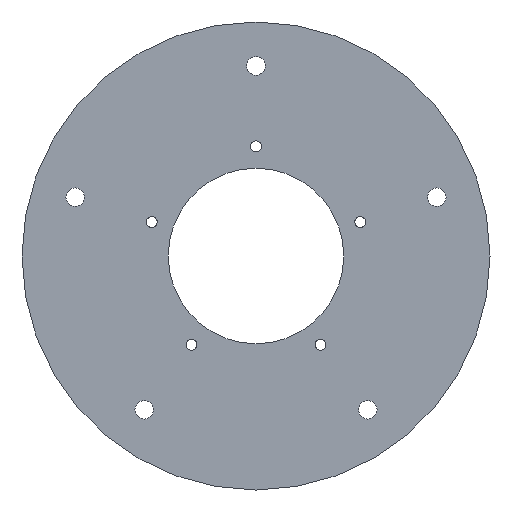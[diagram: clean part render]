
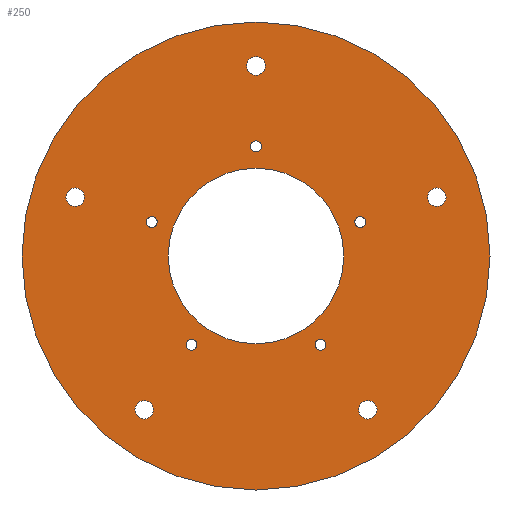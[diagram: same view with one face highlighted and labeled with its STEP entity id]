
A CAD part, left-side view. The second image highlights one B-rep face of the part: STEP entity #250.
In plain terms, the highlighted planar face has unit normal (-1, 0, 0).
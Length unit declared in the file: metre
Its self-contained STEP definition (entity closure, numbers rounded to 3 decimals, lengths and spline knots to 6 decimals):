
#32=ORIENTED_EDGE('',*,*,#80,.T.);
#33=ORIENTED_EDGE('',*,*,#81,.T.);
#34=ORIENTED_EDGE('',*,*,#82,.T.);
#35=ORIENTED_EDGE('',*,*,#83,.T.);
#36=ORIENTED_EDGE('',*,*,#84,.T.);
#37=ORIENTED_EDGE('',*,*,#85,.T.);
#38=ORIENTED_EDGE('',*,*,#86,.F.);
#39=ORIENTED_EDGE('',*,*,#87,.F.);
#40=ORIENTED_EDGE('',*,*,#88,.F.);
#41=ORIENTED_EDGE('',*,*,#89,.F.);
#42=ORIENTED_EDGE('',*,*,#90,.F.);
#43=ORIENTED_EDGE('',*,*,#91,.T.);
#80=EDGE_CURVE('',#104,#104,#128,.T.);
#81=EDGE_CURVE('',#105,#105,#129,.T.);
#82=EDGE_CURVE('',#106,#106,#130,.T.);
#83=EDGE_CURVE('',#107,#107,#131,.T.);
#84=EDGE_CURVE('',#108,#108,#132,.T.);
#85=EDGE_CURVE('',#109,#109,#133,.T.);
#86=EDGE_CURVE('',#110,#110,#134,.T.);
#87=EDGE_CURVE('',#111,#111,#135,.T.);
#88=EDGE_CURVE('',#112,#112,#136,.T.);
#89=EDGE_CURVE('',#113,#113,#137,.T.);
#90=EDGE_CURVE('',#114,#114,#138,.T.);
#91=EDGE_CURVE('',#115,#115,#139,.T.);
#104=VERTEX_POINT('',#396);
#105=VERTEX_POINT('',#398);
#106=VERTEX_POINT('',#400);
#107=VERTEX_POINT('',#402);
#108=VERTEX_POINT('',#404);
#109=VERTEX_POINT('',#406);
#110=VERTEX_POINT('',#408);
#111=VERTEX_POINT('',#410);
#112=VERTEX_POINT('',#412);
#113=VERTEX_POINT('',#414);
#114=VERTEX_POINT('',#416);
#115=VERTEX_POINT('',#418);
#128=CIRCLE('',#278,0.01905);
#129=CIRCLE('',#279,0.001191);
#130=CIRCLE('',#280,0.001191);
#131=CIRCLE('',#281,0.001191);
#132=CIRCLE('',#282,0.001191);
#133=CIRCLE('',#283,0.001191);
#134=CIRCLE('',#284,0.002019);
#135=CIRCLE('',#285,0.002019);
#136=CIRCLE('',#286,0.002019);
#137=CIRCLE('',#287,0.002019);
#138=CIRCLE('',#288,0.002019);
#139=CIRCLE('',#289,0.0508);
#152=EDGE_LOOP('',(#32));
#153=EDGE_LOOP('',(#33));
#154=EDGE_LOOP('',(#34));
#155=EDGE_LOOP('',(#35));
#156=EDGE_LOOP('',(#36));
#157=EDGE_LOOP('',(#37));
#158=EDGE_LOOP('',(#38));
#159=EDGE_LOOP('',(#39));
#160=EDGE_LOOP('',(#40));
#161=EDGE_LOOP('',(#41));
#162=EDGE_LOOP('',(#42));
#163=EDGE_LOOP('',(#43));
#200=FACE_BOUND('',#152,.T.);
#201=FACE_BOUND('',#153,.T.);
#202=FACE_BOUND('',#154,.T.);
#203=FACE_BOUND('',#155,.T.);
#204=FACE_BOUND('',#156,.T.);
#205=FACE_BOUND('',#157,.T.);
#206=FACE_BOUND('',#158,.T.);
#207=FACE_BOUND('',#159,.T.);
#208=FACE_BOUND('',#160,.T.);
#209=FACE_BOUND('',#161,.T.);
#210=FACE_BOUND('',#162,.T.);
#211=FACE_BOUND('',#163,.T.);
#248=PLANE('',#277);
#250=ADVANCED_FACE('',(#200,#201,#202,#203,#204,#205,#206,#207,#208,#209,
#210,#211),#248,.T.);
#277=AXIS2_PLACEMENT_3D('',#394,#317,#318);
#278=AXIS2_PLACEMENT_3D('',#395,#319,#320);
#279=AXIS2_PLACEMENT_3D('',#397,#321,#322);
#280=AXIS2_PLACEMENT_3D('',#399,#323,#324);
#281=AXIS2_PLACEMENT_3D('',#401,#325,#326);
#282=AXIS2_PLACEMENT_3D('',#403,#327,#328);
#283=AXIS2_PLACEMENT_3D('',#405,#329,#330);
#284=AXIS2_PLACEMENT_3D('',#407,#331,#332);
#285=AXIS2_PLACEMENT_3D('',#409,#333,#334);
#286=AXIS2_PLACEMENT_3D('',#411,#335,#336);
#287=AXIS2_PLACEMENT_3D('',#413,#337,#338);
#288=AXIS2_PLACEMENT_3D('',#415,#339,#340);
#289=AXIS2_PLACEMENT_3D('',#417,#341,#342);
#317=DIRECTION('',(-1.,0.,0.));
#318=DIRECTION('',(0.,1.,0.));
#319=DIRECTION('',(1.,0.,0.));
#320=DIRECTION('',(0.,1.,0.));
#321=DIRECTION('',(1.,0.,0.));
#322=DIRECTION('',(0.,1.,0.));
#323=DIRECTION('',(1.,0.,0.));
#324=DIRECTION('',(0.,0.309,0.951));
#325=DIRECTION('',(1.,0.,0.));
#326=DIRECTION('',(0.,-0.809,0.588));
#327=DIRECTION('',(1.,0.,0.));
#328=DIRECTION('',(0.,-0.809,-0.588));
#329=DIRECTION('',(1.,0.,0.));
#330=DIRECTION('',(0.,0.309,-0.951));
#331=DIRECTION('',(-1.,0.,0.));
#332=DIRECTION('',(0.,-1.,0.));
#333=DIRECTION('',(-1.,0.,0.));
#334=DIRECTION('',(0.,-1.,0.));
#335=DIRECTION('',(-1.,0.,0.));
#336=DIRECTION('',(0.,-1.,0.));
#337=DIRECTION('',(-1.,0.,0.));
#338=DIRECTION('',(0.,-1.,0.));
#339=DIRECTION('',(-1.,0.,0.));
#340=DIRECTION('',(0.,-1.,0.));
#341=DIRECTION('',(-1.,0.,0.));
#342=DIRECTION('',(0.,-1.,0.));
#394=CARTESIAN_POINT('',(-0.044017,-0.176801,0.0335));
#395=CARTESIAN_POINT('',(-0.044017,-0.176801,0.0335));
#396=CARTESIAN_POINT('',(-0.044017,-0.157751,0.0335));
#397=CARTESIAN_POINT('',(-0.044017,-0.176801,0.057313));
#398=CARTESIAN_POINT('',(-0.044017,-0.17561,0.057313));
#399=CARTESIAN_POINT('',(-0.044017,-0.199448,0.040859));
#400=CARTESIAN_POINT('',(-0.044017,-0.19908,0.041991));
#401=CARTESIAN_POINT('',(-0.044017,-0.190798,0.014236));
#402=CARTESIAN_POINT('',(-0.044017,-0.191761,0.014935));
#403=CARTESIAN_POINT('',(-0.044017,-0.162804,0.014236));
#404=CARTESIAN_POINT('',(-0.044017,-0.163768,0.013536));
#405=CARTESIAN_POINT('',(-0.044017,-0.154154,0.040859));
#406=CARTESIAN_POINT('',(-0.044017,-0.153786,0.039726));
#407=CARTESIAN_POINT('',(-0.044017,-0.15254,0.000108));
#408=CARTESIAN_POINT('',(-0.044017,-0.154559,0.000108));
#409=CARTESIAN_POINT('',(-0.044017,-0.137546,0.046255));
#410=CARTESIAN_POINT('',(-0.044017,-0.139565,0.046255));
#411=CARTESIAN_POINT('',(-0.044017,-0.201062,0.000108));
#412=CARTESIAN_POINT('',(-0.044017,-0.203081,0.000108));
#413=CARTESIAN_POINT('',(-0.044017,-0.216056,0.046255));
#414=CARTESIAN_POINT('',(-0.044017,-0.218075,0.046255));
#415=CARTESIAN_POINT('',(-0.044017,-0.176801,0.074775));
#416=CARTESIAN_POINT('',(-0.044017,-0.17882,0.074775));
#417=CARTESIAN_POINT('',(-0.044017,-0.176801,0.0335));
#418=CARTESIAN_POINT('',(-0.044017,-0.227601,0.0335));
